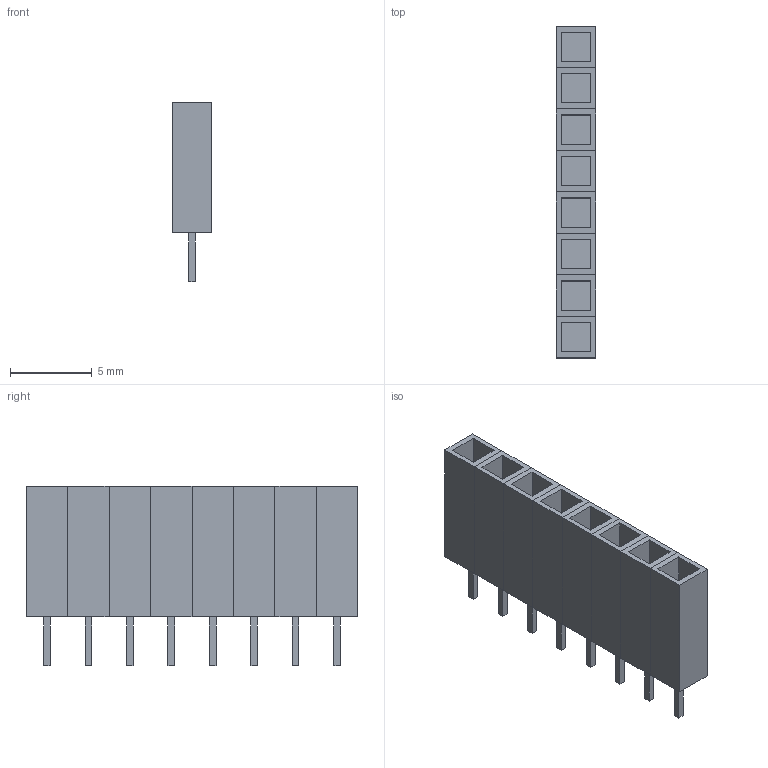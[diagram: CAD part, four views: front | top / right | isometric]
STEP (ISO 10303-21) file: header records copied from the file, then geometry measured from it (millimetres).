
FILE_DESCRIPTION(('FreeCAD Model'),'2;1');
FILE_NAME('Open CASCADE Shape Model','2024-03-04T20:00:32',('Remi Peuchot'),(''),'Open CASCADE STEP processor 7.5','FreeCAD','Unknown');
FILE_SCHEMA(('AUTOMOTIVE_DESIGN { 1 0 10303 214 1 1 1 1 }'));
Length unit declared in the file: millimetre
Products named in the file (2): LinkGroup; Group008
Assembly tree (1 placements, depth 2):
  LinkGroup
    Group008
Bounding box: 2.4 x 20.32 x 11 mm (x, y, z)
Volume: 264.4 mm3; surface area: 787.5 mm2
Topology: 1 solids, 1 shells, 114 faces, 260 edges, 164 vertices
Faces by surface type: plane 114
Entity records: 2075 total; most frequent: ORIENTED_EDGE 404, EDGE_CURVE 260, LINE 260, CARTESIAN_POINT 197, VERTEX_POINT 164, FACE_BOUND 130, EDGE_LOOP 130, AXIS2_PLACEMENT_3D 115
